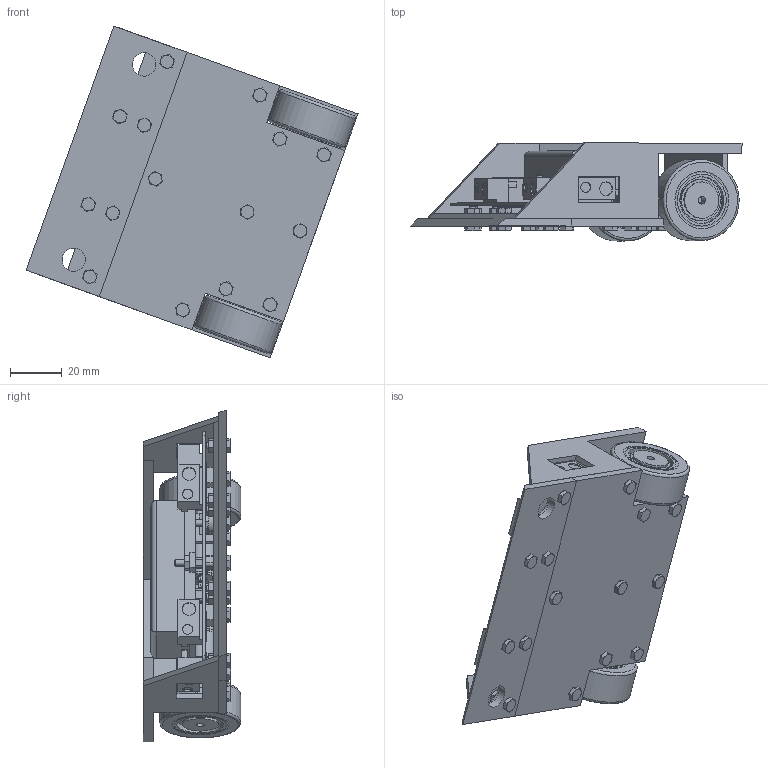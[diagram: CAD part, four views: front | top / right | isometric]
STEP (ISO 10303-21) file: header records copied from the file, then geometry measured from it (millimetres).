
FILE_DESCRIPTION(/* description */ (''),/* implementation_level */ '2;1');
FILE_NAME(/* name */ '3. P+K+O+PCB+Bateria.stp',/* time_stamp */ '2016-11-21T09:34:39-08:00',/* author */ ('Shichi'),/* organization */ (''),/* preprocessor_version */ 'ST-DEVELOPER v16.5',/* originating_system */ 'Autodesk Inventor 2017',/* authorisation */ '');
FILE_SCHEMA (('AUTOMOTIVE_DESIGN { 1 0 10303 214 3 1 1 }'));
Products named in the file (28): 3. P+K+O+PCB+Bateria; 2. P+K+O+PCB; Podstawa+Kola+Obudowa; Podstawa_zlozona+Sruby; Podstawa_zlozona; Podstawa; Podstawa_1; Ostrze; AS 1110 - M2,5 x 8; AS 1110 - M2,5 x 12; AS 1110 - M2,5 x 20; AS 1110 - M2,5 x 25; Podstawa+silnik; Kolo+Opona; Opona; Kolo; POLOLU+mocowanie; Mounting_bracket; motor; obudowa; PCB + czujniki; PCB; czujnik; Podkladka; Bateria+Podkladka; Bateria_Podkladka; Bateria; AS 1112 - M2,5  Type 5
Assembly tree (57 placements, depth 6):
  3. P+K+O+PCB+Bateria
    2. P+K+O+PCB
      Podstawa+Kola+Obudowa
        Podstawa_zlozona+Sruby
          Podstawa_zlozona
            Podstawa
            Podstawa_1
            Ostrze
          AS 1110 - M2,5 x 12  x6
          AS 1110 - M2,5 x 8  x6
          AS 1112 - M2,5  Type 5  x6
          AS 1110 - M2,5 x 20
          AS 1110 - M2,5 x 25  x2
        Podstawa+silnik  x2
          Kolo+Opona
            Opona
            Kolo
          POLOLU+mocowanie
            Mounting_bracket
            motor
        obudowa
        AS 1112 - M2,5  Type 5  x4
        Podkladka  x2
      PCB + czujniki
        PCB
        czujnik  x4
      Podkladka  x2
      AS 1112 - M2,5  Type 5  x2
    Bateria+Podkladka
      Bateria_Podkladka
      Bateria
    AS 1112 - M2,5  Type 5
Bounding box: 127.93 x 37.6 x 127.93 mm (x, y, z)
Volume: 120475.8 mm3; surface area: 96927.4 mm2
Topology: 51 solids, 51 shells, 1626 faces, 3840 edges, 2392 vertices
Faces by surface type: plane 954, cylinder 293, cone 291, bspline 52, torus 36
Full cylindrical faces by diameter (mm): 2 x10, 2.013 x13, 2.5 x59, 3 x2, 3.9 x2, 4 x6, 5 x17, 5.21 x4, 9 x2, 12 x2, 14 x2, 16 x2, 18 x4, 20 x2, 22 x2, 31.2 x2
Entity records: 22851 total; most frequent: CARTESIAN_POINT 5515, DIRECTION 3352, ORIENTED_EDGE 3288, EDGE_CURVE 1644, AXIS2_PLACEMENT_3D 1147, VERTEX_POINT 1099, LINE 1058, VECTOR 1058
